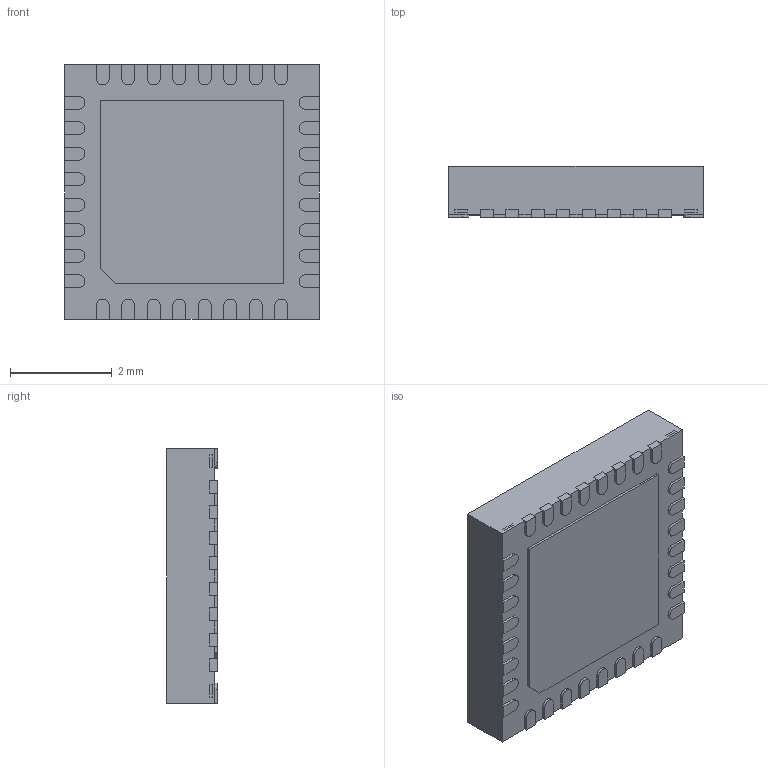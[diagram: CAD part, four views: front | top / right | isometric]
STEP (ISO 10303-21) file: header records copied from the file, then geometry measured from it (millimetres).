
FILE_DESCRIPTION (( 'STEP AP214' ), '1' );
FILE_NAME ('ATMEGA16U2-MUR.STEP', '2019-11-04T17:35:19', ( '' ), ( '' ), 'SwSTEP 2.0', 'SolidWorks 2017', '' );
FILE_SCHEMA (( 'AUTOMOTIVE_DESIGN' ));
Length unit declared in the file: millimetre
Products named in the file (1): ATMEGA16U2-MUR
Bounding box: 5 x 1 x 5 mm (x, y, z)
Volume: 24.5 mm3; surface area: 112.4 mm2
Topology: 43 solids, 43 shells, 504 faces, 1224 edges, 816 vertices
Faces by surface type: plane 462, cylinder 42
Entity records: 14924 total; most frequent: CARTESIAN_POINT 2545, ORIENTED_EDGE 2448, DIRECTION 2318, EDGE_CURVE 1224, LINE 1140, VECTOR 1140, VERTEX_POINT 816, AXIS2_PLACEMENT_3D 589
